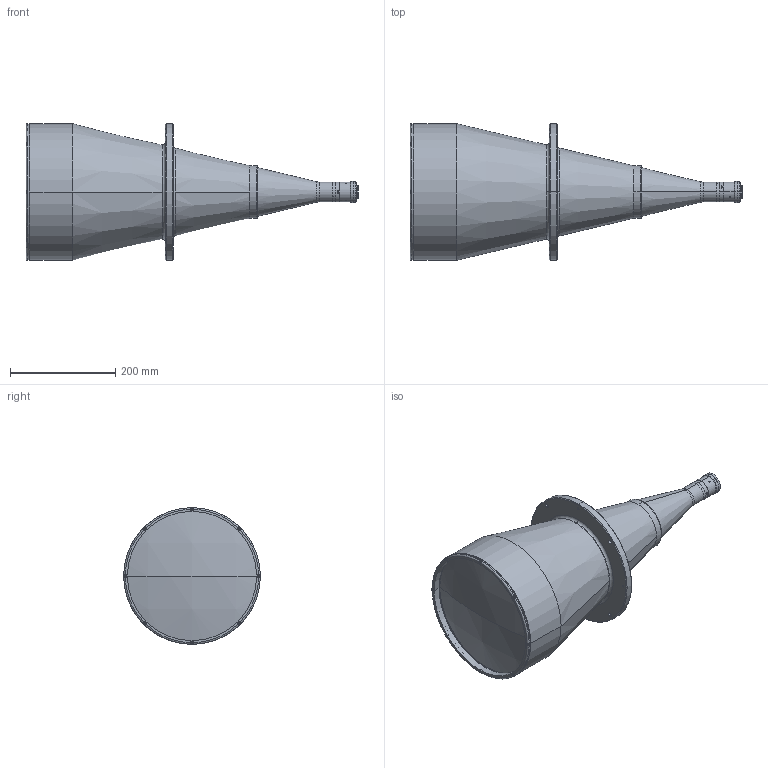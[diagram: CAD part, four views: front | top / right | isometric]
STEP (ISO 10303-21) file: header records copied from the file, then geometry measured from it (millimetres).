
FILE_DESCRIPTION (( 'STEP AP203' ), '1' );
FILE_NAME ('TC1MHR192-C.step', '2018-11-28T08:44:16', ( '' ), ( '' ), 'SwSTEP 2.0', 'SolidWorks 2018', '' );
FILE_SCHEMA (( 'CONFIG_CONTROL_DESIGN' ));
Length unit declared in the file: millimetre
Products named in the file (1): TC1MHR192-C
Bounding box: 631.7 x 260 x 260 mm (x, y, z)
Surface area: 452939.7 mm2 (no closed solid volume)
Topology: 0 solids, 26 shells, 228 faces, 716 edges, 501 vertices
Faces by surface type: cylinder 90, plane 84, torus 32, cone 20, sphere 2
Entity records: 8579 total; most frequent: CARTESIAN_POINT 1954, DIRECTION 1490, ORIENTED_EDGE 1147, EDGE_CURVE 716, AXIS2_PLACEMENT_3D 577, VERTEX_POINT 501, CIRCLE 348, VECTOR 336
